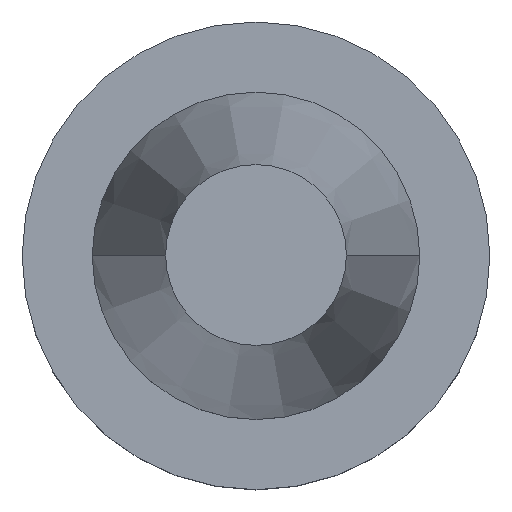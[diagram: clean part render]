
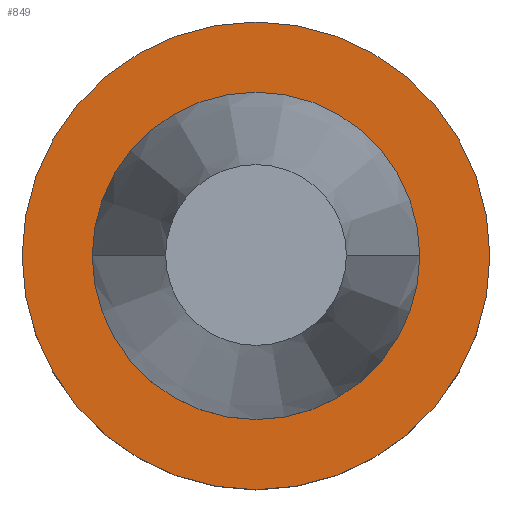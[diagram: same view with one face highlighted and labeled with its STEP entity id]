
A CAD part, top view. The second image highlights one B-rep face of the part: STEP entity #849.
In plain terms, the highlighted planar face has unit normal (0, 0, 1).
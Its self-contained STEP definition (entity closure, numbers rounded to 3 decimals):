
#41 = ORIENTED_EDGE ( 'NONE', *, *, #470, .F. ) ;
#56 = EDGE_CURVE ( 'NONE', #799, #482, #198, .T. ) ;
#57 = DIRECTION ( 'NONE',  ( 1., 0., 0. ) ) ;
#98 = ORIENTED_EDGE ( 'NONE', *, *, #306, .F. ) ;
#109 = CARTESIAN_POINT ( 'NONE',  ( 0., 0., -1. ) ) ;
#137 = CIRCLE ( 'NONE', #330, 31.75 ) ;
#142 = ORIENTED_EDGE ( 'NONE', *, *, #843, .T. ) ;
#165 = DIRECTION ( 'NONE',  ( 0., 0., 1. ) ) ;
#180 = CARTESIAN_POINT ( 'NONE',  ( 0., 31.75, -1. ) ) ;
#190 = DIRECTION ( 'NONE',  ( 1., 0., 0. ) ) ;
#198 = CIRCLE ( 'NONE', #838, 31.75 ) ;
#226 = VERTEX_POINT ( 'NONE', #455 ) ;
#282 = CIRCLE ( 'NONE', #534, 22.225 ) ;
#300 = CIRCLE ( 'NONE', #836, 22.225 ) ;
#306 = EDGE_CURVE ( 'NONE', #226, #574, #282, .T. ) ;
#319 = DIRECTION ( 'NONE',  ( 0., 0., 1. ) ) ;
#322 = DIRECTION ( 'NONE',  ( 0., 0., 1. ) ) ;
#327 = CARTESIAN_POINT ( 'NONE',  ( 0., 0., -1. ) ) ;
#330 = AXIS2_PLACEMENT_3D ( 'NONE', #327, #322, #190 ) ;
#371 = CARTESIAN_POINT ( 'NONE',  ( -31.75, 0., -1. ) ) ;
#443 = EDGE_LOOP ( 'NONE', ( #142, #826 ) ) ;
#447 = CARTESIAN_POINT ( 'NONE',  ( 0., 0., -1. ) ) ;
#455 = CARTESIAN_POINT ( 'NONE',  ( -22.225, 0., -1. ) ) ;
#461 = DIRECTION ( 'NONE',  ( 0., 0., -1. ) ) ;
#470 = EDGE_CURVE ( 'NONE', #574, #226, #300, .T. ) ;
#482 = VERTEX_POINT ( 'NONE', #541 ) ;
#491 = CARTESIAN_POINT ( 'NONE',  ( 22.225, 0., -1. ) ) ;
#494 = DIRECTION ( 'NONE',  ( 1., 0., 0. ) ) ;
#534 = AXIS2_PLACEMENT_3D ( 'NONE', #109, #319, #828 ) ;
#541 = CARTESIAN_POINT ( 'NONE',  ( 31.75, 0., -1. ) ) ;
#574 = VERTEX_POINT ( 'NONE', #491 ) ;
#601 = DIRECTION ( 'NONE',  ( 0., 0., 1. ) ) ;
#662 = CARTESIAN_POINT ( 'NONE',  ( 0., 0., -1. ) ) ;
#683 = EDGE_LOOP ( 'NONE', ( #41, #98 ) ) ;
#716 = DIRECTION ( 'NONE',  ( -1., 0., 0. ) ) ;
#775 = PLANE ( 'NONE',  #795 ) ;
#779 = FACE_BOUND ( 'NONE', #683, .T. ) ;
#788 = FACE_OUTER_BOUND ( 'NONE', #443, .T. ) ;
#795 = AXIS2_PLACEMENT_3D ( 'NONE', #180, #461, #716 ) ;
#799 = VERTEX_POINT ( 'NONE', #371 ) ;
#826 = ORIENTED_EDGE ( 'NONE', *, *, #56, .T. ) ;
#828 = DIRECTION ( 'NONE',  ( 1., 0., 0. ) ) ;
#836 = AXIS2_PLACEMENT_3D ( 'NONE', #662, #601, #57 ) ;
#838 = AXIS2_PLACEMENT_3D ( 'NONE', #447, #165, #494 ) ;
#843 = EDGE_CURVE ( 'NONE', #482, #799, #137, .T. ) ;
#849 = ADVANCED_FACE ( 'NONE', ( #779, #788 ), #775, .F. ) ;
